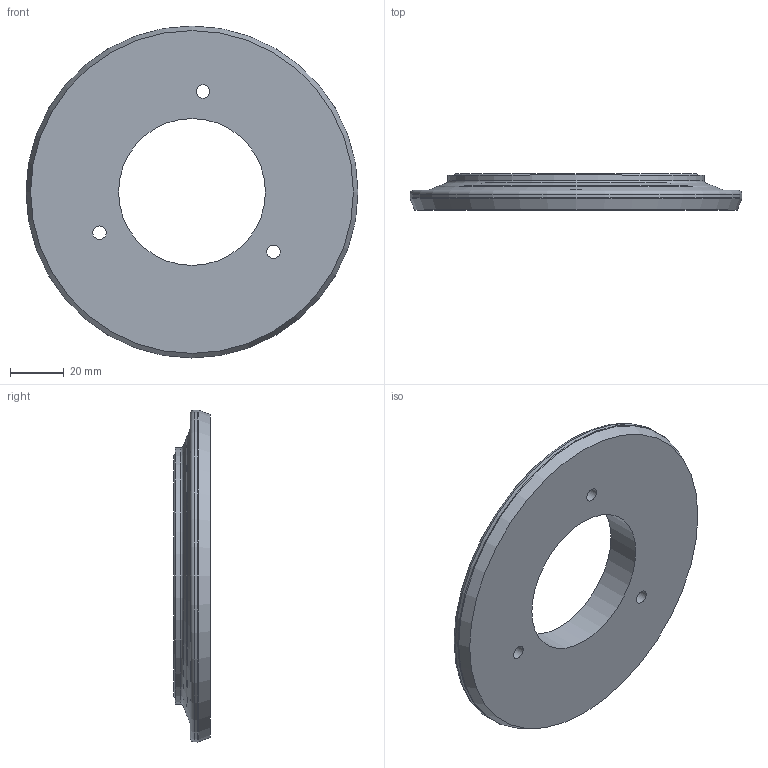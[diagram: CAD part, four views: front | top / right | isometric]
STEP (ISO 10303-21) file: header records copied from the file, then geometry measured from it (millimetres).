
FILE_DESCRIPTION(/* description */ (''),/* implementation_level */ '2;1');
FILE_NAME(/* name */ '3D_vzg120epdm.stp',/* time_stamp */ '2020-04-15T12:49:19+02:00',/* author */ ('lmacia'),/* organization */ (''),/* preprocessor_version */ 'ST-DEVELOPER v17',/* originating_system */ 'Autodesk Inventor 2019',/* authorisation */ '');
FILE_SCHEMA (('AUTOMOTIVE_DESIGN { 1 0 10303 214 3 1 1 }'));
Length unit declared in the file: millimetre
Products named in the file (1): 3D_vzg120
Bounding box: 123.19 x 13.43 x 123.19 mm (x, y, z)
Volume: 96973.2 mm3; surface area: 25470.5 mm2
Topology: 1 solids, 1 shells, 19 faces, 66 edges, 50 vertices
Faces by surface type: cylinder 6, torus 6, cone 4, plane 3
Full cylindrical faces by diameter (mm): 5 x3, 54.5 x1, 95 x1, 123.19 x1
Entity records: 835 total; most frequent: DIRECTION 162, CARTESIAN_POINT 136, ORIENTED_EDGE 132, AXIS2_PLACEMENT_3D 76, EDGE_CURVE 66, CIRCLE 56, VERTEX_POINT 50, EDGE_LOOP 28
